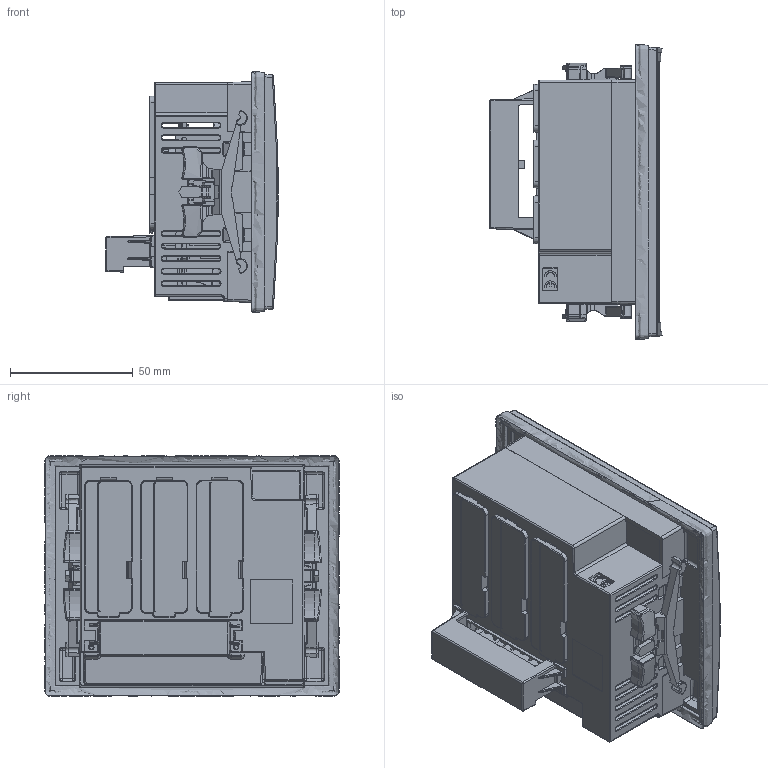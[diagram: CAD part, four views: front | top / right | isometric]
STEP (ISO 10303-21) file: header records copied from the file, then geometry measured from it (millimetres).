
FILE_DESCRIPTION(/* description */ (''),/* implementation_level */ '2;1');
FILE_NAME(/* name */ 'FILE_STP_CAD_DRAWING_3D_DMG7000_prt.stp',/* time_stamp */ '2022-02-03T14:53:13+01:00',/* author */ (''),/* organization */ (''),/* preprocessor_version */ 'ST-DEVELOPER v16.7',/* originating_system */ 'SIEMENS PLM Software NX 12.0',/* authorisation */ '');
FILE_SCHEMA (('AUTOMOTIVE_DESIGN { 1 0 10303 214 3 1 1 1 }'));
Products named in the file (1): 3D_DMG7000
Bounding box: 70.25 x 120.01 x 98.01 mm (x, y, z)
Surface area: 110303.8 mm2 (no closed solid volume)
Topology: 0 solids, 101 shells, 1723 faces, 6885 edges, 5152 vertices
Faces by surface type: plane 891, cylinder 470, bspline 137, cone 119, torus 55, sphere 51
Full cylindrical faces by diameter (mm): 2 x2, 3 x1
Entity records: 80611 total; most frequent: CARTESIAN_POINT 24600, DIRECTION 11248, ORIENTED_EDGE 10156, EDGE_CURVE 6822, VERTEX_POINT 5151, LINE 4522, VECTOR 4522, AXIS2_PLACEMENT_3D 3363
